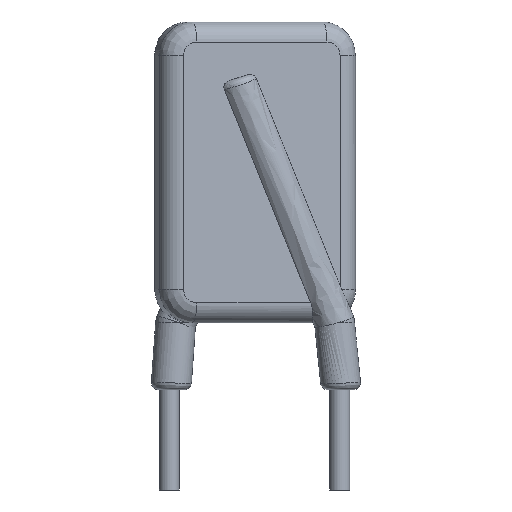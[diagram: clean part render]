
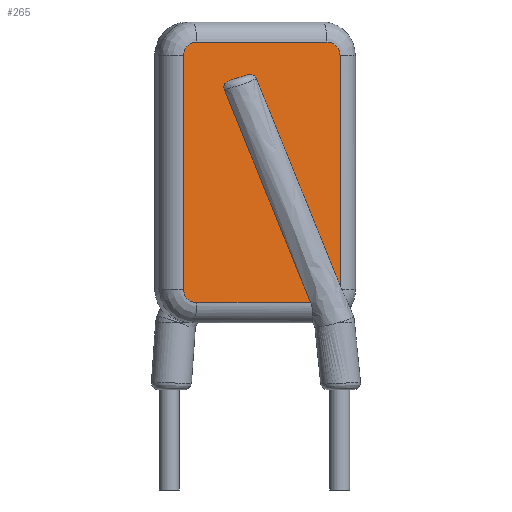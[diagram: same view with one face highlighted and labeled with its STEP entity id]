
A CAD part, front view. The second image highlights one B-rep face of the part: STEP entity #265.
In plain terms, the highlighted planar face has unit normal (0.225, -0.974, 0).
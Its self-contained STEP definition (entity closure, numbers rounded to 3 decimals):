
#21 = EDGE_CURVE('',#22,#24,#26,.T.);
#22 = VERTEX_POINT('',#23);
#23 = CARTESIAN_POINT('',(1.621,-1.143,9.978)
  );
#24 = VERTEX_POINT('',#25);
#25 = CARTESIAN_POINT('',(4.201,-0.547,3.6));
#26 = B_SPLINE_CURVE_WITH_KNOTS('',1,(#27,#28),.UNSPECIFIED.,.F.,.F.,(2,
    2),(0.,1.),.PIECEWISE_BEZIER_KNOTS.);
#27 = CARTESIAN_POINT('',(1.539,-1.162,10.18
    ));
#28 = CARTESIAN_POINT('',(4.201,-0.547,3.6));
#219 = VERTEX_POINT('',#220);
#220 = CARTESIAN_POINT('',(5.084,-0.344,4.114
    ));
#228 = EDGE_CURVE('',#229,#219,#231,.T.);
#229 = VERTEX_POINT('',#230);
#230 = CARTESIAN_POINT('',(2.578,-0.922,
    10.308));
#231 = B_SPLINE_CURVE_WITH_KNOTS('',1,(#232,#233),.UNSPECIFIED.,.F.,.F.,
  (2,2),(0.,1.),.PIECEWISE_BEZIER_KNOTS.);
#232 = CARTESIAN_POINT('',(2.51,-0.938,
    10.477));
#233 = CARTESIAN_POINT('',(5.084,-0.344,4.114
    ));
#265 = ADVANCED_FACE('',(#266),#387,.T.);
#266 = FACE_BOUND('',#267,.T.);
#267 = EDGE_LOOP('',(#268,#269,#277,#286,#294,#303,#311,#320,#326,#327,
    #354,#362));
#268 = ORIENTED_EDGE('',*,*,#228,.T.);
#269 = ORIENTED_EDGE('',*,*,#270,.T.);
#270 = EDGE_CURVE('',#219,#271,#273,.T.);
#271 = VERTEX_POINT('',#272);
#272 = CARTESIAN_POINT('',(5.084,-0.344,11.));
#273 = LINE('',#274,#275);
#274 = CARTESIAN_POINT('',(5.084,-0.344,4.));
#275 = VECTOR('',#276,1.);
#276 = DIRECTION('',(0.,0.,1.));
#277 = ORIENTED_EDGE('',*,*,#278,.T.);
#278 = EDGE_CURVE('',#271,#279,#281,.T.);
#279 = VERTEX_POINT('',#280);
#280 = CARTESIAN_POINT('',(4.694,-0.433,11.4));
#281 = CIRCLE('',#282,0.4);
#282 = AXIS2_PLACEMENT_3D('',#283,#284,#285);
#283 = CARTESIAN_POINT('',(4.694,-0.433,11.));
#284 = DIRECTION('',(0.225,-0.974,0.));
#285 = DIRECTION('',(0.974,0.225,0.));
#286 = ORIENTED_EDGE('',*,*,#287,.T.);
#287 = EDGE_CURVE('',#279,#288,#290,.T.);
#288 = VERTEX_POINT('',#289);
#289 = CARTESIAN_POINT('',(0.796,-1.333,11.4));
#290 = LINE('',#291,#292);
#291 = CARTESIAN_POINT('',(4.694,-0.433,11.4));
#292 = VECTOR('',#293,1.);
#293 = DIRECTION('',(-0.974,-0.225,0.));
#294 = ORIENTED_EDGE('',*,*,#295,.T.);
#295 = EDGE_CURVE('',#288,#296,#298,.T.);
#296 = VERTEX_POINT('',#297);
#297 = CARTESIAN_POINT('',(0.407,-1.423,11.));
#298 = CIRCLE('',#299,0.4);
#299 = AXIS2_PLACEMENT_3D('',#300,#301,#302);
#300 = CARTESIAN_POINT('',(0.796,-1.333,11.));
#301 = DIRECTION('',(0.225,-0.974,0.));
#302 = DIRECTION('',(0.,0.,1.));
#303 = ORIENTED_EDGE('',*,*,#304,.T.);
#304 = EDGE_CURVE('',#296,#305,#307,.T.);
#305 = VERTEX_POINT('',#306);
#306 = CARTESIAN_POINT('',(0.407,-1.423,4.));
#307 = LINE('',#308,#309);
#308 = CARTESIAN_POINT('',(0.407,-1.423,11.));
#309 = VECTOR('',#310,1.);
#310 = DIRECTION('',(0.,-0.,-1.));
#311 = ORIENTED_EDGE('',*,*,#312,.T.);
#312 = EDGE_CURVE('',#305,#313,#315,.T.);
#313 = VERTEX_POINT('',#314);
#314 = CARTESIAN_POINT('',(0.796,-1.333,3.6));
#315 = CIRCLE('',#316,0.4);
#316 = AXIS2_PLACEMENT_3D('',#317,#318,#319);
#317 = CARTESIAN_POINT('',(0.796,-1.333,4.));
#318 = DIRECTION('',(0.225,-0.974,0.));
#319 = DIRECTION('',(-0.974,-0.225,0.));
#320 = ORIENTED_EDGE('',*,*,#321,.T.);
#321 = EDGE_CURVE('',#313,#24,#322,.T.);
#322 = LINE('',#323,#324);
#323 = CARTESIAN_POINT('',(0.796,-1.333,3.6));
#324 = VECTOR('',#325,1.);
#325 = DIRECTION('',(0.974,0.225,0.));
#326 = ORIENTED_EDGE('',*,*,#21,.F.);
#327 = ORIENTED_EDGE('',*,*,#328,.T.);
#328 = EDGE_CURVE('',#22,#329,#331,.T.);
#329 = VERTEX_POINT('',#330);
#330 = CARTESIAN_POINT('',(1.797,-1.102,
    10.259));
#331 = B_SPLINE_CURVE_WITH_KNOTS('',6,(#332,#333,#334,#335,#336,#337,
    #338,#339,#340,#341,#342,#343,#344,#345,#346,#347,#348,#349,#350,
    #351,#352,#353),.UNSPECIFIED.,.F.,.F.,(7,5,5,5,7),(0.,0.262,
    0.526,0.758,1.),.UNSPECIFIED.);
#332 = CARTESIAN_POINT('',(1.621,-1.143,9.978
    ));
#333 = CARTESIAN_POINT('',(1.616,-1.144,9.99
    ));
#334 = CARTESIAN_POINT('',(1.612,-1.145,
    10.003));
#335 = CARTESIAN_POINT('',(1.609,-1.146,
    10.017));
#336 = CARTESIAN_POINT('',(1.608,-1.146,
    10.032));
#337 = CARTESIAN_POINT('',(1.608,-1.146,10.047
    ));
#338 = CARTESIAN_POINT('',(1.611,-1.145,
    10.078));
#339 = CARTESIAN_POINT('',(1.614,-1.145,
    10.094));
#340 = CARTESIAN_POINT('',(1.619,-1.143,10.11
    ));
#341 = CARTESIAN_POINT('',(1.625,-1.142,
    10.125));
#342 = CARTESIAN_POINT('',(1.634,-1.14,
    10.14));
#343 = CARTESIAN_POINT('',(1.652,-1.136,
    10.167));
#344 = CARTESIAN_POINT('',(1.662,-1.134,10.179)
  );
#345 = CARTESIAN_POINT('',(1.672,-1.131,
    10.19));
#346 = CARTESIAN_POINT('',(1.684,-1.128,
    10.201));
#347 = CARTESIAN_POINT('',(1.696,-1.126,
    10.21));
#348 = CARTESIAN_POINT('',(1.723,-1.119,
    10.228));
#349 = CARTESIAN_POINT('',(1.737,-1.116,10.236
    ));
#350 = CARTESIAN_POINT('',(1.752,-1.113,10.243
    ));
#351 = CARTESIAN_POINT('',(1.767,-1.109,
    10.249));
#352 = CARTESIAN_POINT('',(1.782,-1.106,
    10.254));
#353 = CARTESIAN_POINT('',(1.797,-1.102,
    10.259));
#354 = ORIENTED_EDGE('',*,*,#355,.T.);
#355 = EDGE_CURVE('',#329,#356,#358,.T.);
#356 = VERTEX_POINT('',#357);
#357 = CARTESIAN_POINT('',(2.291,-0.988,
    10.41));
#358 = LINE('',#359,#360);
#359 = CARTESIAN_POINT('',(2.722,-0.889,
    10.542));
#360 = VECTOR('',#361,1.);
#361 = DIRECTION('',(0.934,0.216,0.285));
#362 = ORIENTED_EDGE('',*,*,#363,.F.);
#363 = EDGE_CURVE('',#229,#356,#364,.T.);
#364 = B_SPLINE_CURVE_WITH_KNOTS('',6,(#365,#366,#367,#368,#369,#370,
    #371,#372,#373,#374,#375,#376,#377,#378,#379,#380,#381,#382,#383,
    #384,#385,#386),.UNSPECIFIED.,.F.,.F.,(7,5,5,5,7),(0.,0.319
    ,0.602,0.821,1.),.UNSPECIFIED.);
#365 = CARTESIAN_POINT('',(2.578,-0.922,
    10.308));
#366 = CARTESIAN_POINT('',(2.573,-0.923,10.321
    ));
#367 = CARTESIAN_POINT('',(2.566,-0.925,
    10.335));
#368 = CARTESIAN_POINT('',(2.557,-0.927,
    10.348));
#369 = CARTESIAN_POINT('',(2.547,-0.929,
    10.361));
#370 = CARTESIAN_POINT('',(2.535,-0.932,
    10.372));
#371 = CARTESIAN_POINT('',(2.509,-0.938,
    10.392));
#372 = CARTESIAN_POINT('',(2.496,-0.941,10.4
    ));
#373 = CARTESIAN_POINT('',(2.482,-0.944,
    10.407));
#374 = CARTESIAN_POINT('',(2.467,-0.948,10.413
    ));
#375 = CARTESIAN_POINT('',(2.451,-0.951,10.418
    ));
#376 = CARTESIAN_POINT('',(2.422,-0.958,
    10.423));
#377 = CARTESIAN_POINT('',(2.409,-0.961,
    10.425));
#378 = CARTESIAN_POINT('',(2.396,-0.964,10.426
    ));
#379 = CARTESIAN_POINT('',(2.383,-0.967,
    10.426));
#380 = CARTESIAN_POINT('',(2.369,-0.97,
    10.425));
#381 = CARTESIAN_POINT('',(2.345,-0.976,10.422
    ));
#382 = CARTESIAN_POINT('',(2.334,-0.978,
    10.421));
#383 = CARTESIAN_POINT('',(2.323,-0.981,
    10.419));
#384 = CARTESIAN_POINT('',(2.312,-0.983,
    10.416));
#385 = CARTESIAN_POINT('',(2.301,-0.986,10.413
    ));
#386 = CARTESIAN_POINT('',(2.291,-0.988,
    10.41));
#387 = PLANE('',#388);
#388 = AXIS2_PLACEMENT_3D('',#389,#390,#391);
#389 = CARTESIAN_POINT('',(5.668,-0.209,3.));
#390 = DIRECTION('',(0.225,-0.974,0.));
#391 = DIRECTION('',(-0.974,-0.225,0.));
